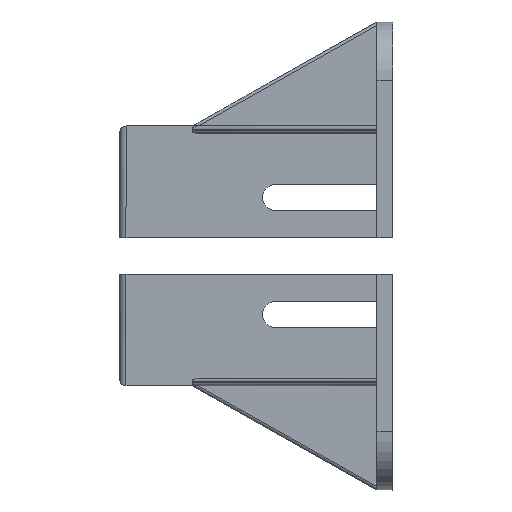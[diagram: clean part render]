
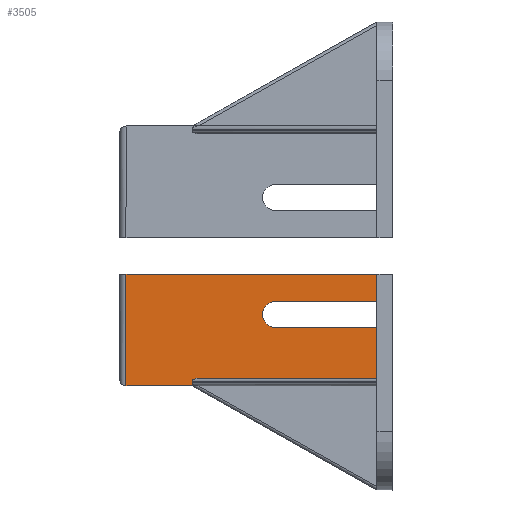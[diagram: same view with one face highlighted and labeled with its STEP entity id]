
A CAD part, left-side view. The second image highlights one B-rep face of the part: STEP entity #3505.
In plain terms, the highlighted planar face has unit normal (-1, 0, 0).
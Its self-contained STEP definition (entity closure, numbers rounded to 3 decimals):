
#13 = VECTOR ( 'NONE', #1370, 1000. ) ;
#27 = EDGE_CURVE ( 'NONE', #87, #3980, #1831, .T. ) ;
#37 = VERTEX_POINT ( 'NONE', #417 ) ;
#40 = VERTEX_POINT ( 'NONE', #3601 ) ;
#53 = ORIENTED_EDGE ( 'NONE', *, *, #4354, .T. ) ;
#65 = CARTESIAN_POINT ( 'NONE',  ( -46.655, 38.782, -8.627 ) ) ;
#87 = VERTEX_POINT ( 'NONE', #1120 ) ;
#109 = CARTESIAN_POINT ( 'NONE',  ( -46.655, 108.769, -38.127 ) ) ;
#114 = CARTESIAN_POINT ( 'NONE',  ( -46.655, 135.282, -41.127 ) ) ;
#135 = VERTEX_POINT ( 'NONE', #3006 ) ;
#148 = CARTESIAN_POINT ( 'NONE',  ( -46.655, 38.782, -21.127 ) ) ;
#170 = EDGE_CURVE ( 'NONE', #3901, #37, #3255, .T. ) ;
#190 = DIRECTION ( 'NONE',  ( -1., 0., 0. ) ) ;
#240 = VERTEX_POINT ( 'NONE', #1644 ) ;
#334 = CARTESIAN_POINT ( 'NONE',  ( -46.655, 38.782, -21.127 ) ) ;
#417 = CARTESIAN_POINT ( 'NONE',  ( -46.655, 109.782, -39.327 ) ) ;
#436 = ORIENTED_EDGE ( 'NONE', *, *, #170, .F. ) ;
#498 = DIRECTION ( 'NONE',  ( 0., -1., 0. ) ) ;
#539 = EDGE_CURVE ( 'NONE', #3980, #2746, #4537, .T. ) ;
#546 = LINE ( 'NONE', #3825, #4233 ) ;
#556 = DIRECTION ( 'NONE',  ( 0., 0., -1. ) ) ;
#606 = LINE ( 'NONE', #2049, #2005 ) ;
#639 = VERTEX_POINT ( 'NONE', #114 ) ;
#642 = LINE ( 'NONE', #1750, #13 ) ;
#766 = EDGE_CURVE ( 'NONE', #1736, #1883, #3357, .T. ) ;
#791 = DIRECTION ( 'NONE',  ( 0., -1., 0. ) ) ;
#798 = EDGE_CURVE ( 'NONE', #2746, #3805, #546, .T. ) ;
#808 = ORIENTED_EDGE ( 'NONE', *, *, #766, .F. ) ;
#846 = LINE ( 'NONE', #4109, #3290 ) ;
#918 = EDGE_CURVE ( 'NONE', #37, #40, #642, .T. ) ;
#941 = VERTEX_POINT ( 'NONE', #2085 ) ;
#951 = DIRECTION ( 'NONE',  ( 0., 0., -1. ) ) ;
#987 = VECTOR ( 'NONE', #951, 1000. ) ;
#996 = CARTESIAN_POINT ( 'NONE',  ( -46.655, 109.782, -39.927 ) ) ;
#1113 = ORIENTED_EDGE ( 'NONE', *, *, #3933, .F. ) ;
#1120 = CARTESIAN_POINT ( 'NONE',  ( -46.655, 38.782, -8.627 ) ) ;
#1208 = ORIENTED_EDGE ( 'NONE', *, *, #4555, .F. ) ;
#1230 = VERTEX_POINT ( 'NONE', #4105 ) ;
#1246 = CARTESIAN_POINT ( 'NONE',  ( -46.655, 77.782, -13.627 ) ) ;
#1268 = DIRECTION ( 'NONE',  ( 0., 0., -1. ) ) ;
#1370 = DIRECTION ( 'NONE',  ( 0., 0., -1. ) ) ;
#1484 = CARTESIAN_POINT ( 'NONE',  ( -46.655, 38.782, -18.627 ) ) ;
#1491 = ORIENTED_EDGE ( 'NONE', *, *, #918, .F. ) ;
#1565 = ORIENTED_EDGE ( 'NONE', *, *, #798, .F. ) ;
#1604 = ORIENTED_EDGE ( 'NONE', *, *, #2012, .F. ) ;
#1644 = CARTESIAN_POINT ( 'NONE',  ( -46.655, 38.782, -6.127 ) ) ;
#1736 = VERTEX_POINT ( 'NONE', #334 ) ;
#1750 = CARTESIAN_POINT ( 'NONE',  ( -46.655, 109.782, -39.327 ) ) ;
#1790 = ORIENTED_EDGE ( 'NONE', *, *, #27, .F. ) ;
#1804 = VECTOR ( 'NONE', #791, 1000. ) ;
#1831 = LINE ( 'NONE', #65, #3027 ) ;
#1879 = ORIENTED_EDGE ( 'NONE', *, *, #2415, .F. ) ;
#1883 = VERTEX_POINT ( 'NONE', #3344 ) ;
#1891 = EDGE_CURVE ( 'NONE', #87, #240, #3035, .T. ) ;
#1899 = CARTESIAN_POINT ( 'NONE',  ( -46.655, 107.337, -38.127 ) ) ;
#1918 = DIRECTION ( 'NONE',  ( 0., -1., 0. ) ) ;
#1989 = VECTOR ( 'NONE', #3640, 1000. ) ;
#2005 = VECTOR ( 'NONE', #3836, 1000. ) ;
#2012 = EDGE_CURVE ( 'NONE', #135, #240, #2729, .T. ) ;
#2049 = CARTESIAN_POINT ( 'NONE',  ( -46.655, 135.282, -41.127 ) ) ;
#2085 = CARTESIAN_POINT ( 'NONE',  ( -46.655, 135.282, 1.873 ) ) ;
#2132 = CARTESIAN_POINT ( 'NONE',  ( -46.655, 77.782, -18.627 ) ) ;
#2207 = CARTESIAN_POINT ( 'NONE',  ( -46.655, 38.782, -18.627 ) ) ;
#2297 = ORIENTED_EDGE ( 'NONE', *, *, #2598, .F. ) ;
#2415 = EDGE_CURVE ( 'NONE', #40, #1230, #3400, .T. ) ;
#2423 = AXIS2_PLACEMENT_3D ( 'NONE', #1246, #3747, #4106 ) ;
#2598 = EDGE_CURVE ( 'NONE', #3805, #1736, #3595, .T. ) ;
#2612 = DIRECTION ( 'NONE',  ( 0., 0., 1. ) ) ;
#2729 = LINE ( 'NONE', #3882, #4477 ) ;
#2746 = VERTEX_POINT ( 'NONE', #2132 ) ;
#2774 = CARTESIAN_POINT ( 'NONE',  ( -46.655, 108.769, -41.127 ) ) ;
#2812 = CARTESIAN_POINT ( 'NONE',  ( -46.655, 107.337, -38.127 ) ) ;
#2966 = CARTESIAN_POINT ( 'NONE',  ( -46.655, 38.782, -8.627 ) ) ;
#2992 = CARTESIAN_POINT ( 'NONE',  ( -46.655, 137.782, 13.873 ) ) ;
#3006 = CARTESIAN_POINT ( 'NONE',  ( -46.655, 38.782, 1.873 ) ) ;
#3014 = PLANE ( 'NONE',  #3288 ) ;
#3027 = VECTOR ( 'NONE', #3578, 1000. ) ;
#3035 = LINE ( 'NONE', #2966, #3572 ) ;
#3060 = CARTESIAN_POINT ( 'NONE',  ( -46.655, 107.337, -38.127 ) ) ;
#3131 = CARTESIAN_POINT ( 'NONE',  ( -46.655, 109.782, -40.63 ) ) ;
#3197 = ORIENTED_EDGE ( 'NONE', *, *, #1891, .T. ) ;
#3198 = DIRECTION ( 'NONE',  ( 0., -1., 0. ) ) ;
#3255 =( BOUNDED_CURVE ( )  B_SPLINE_CURVE ( 3, ( #1899, #109, #3340, #4093 ),
 .UNSPECIFIED., .F., .F. ) 
 B_SPLINE_CURVE_WITH_KNOTS ( ( 4, 4 ),
 ( 1.571, 3.142 ),
 .UNSPECIFIED. ) 
 CURVE ( )  GEOMETRIC_REPRESENTATION_ITEM ( )  RATIONAL_B_SPLINE_CURVE ( ( 1., 0.805, 0.805, 1. ) ) 
 REPRESENTATION_ITEM ( '' )  );
#3288 = AXIS2_PLACEMENT_3D ( 'NONE', #2992, #190, #1268 ) ;
#3290 = VECTOR ( 'NONE', #498, 1000. ) ;
#3340 = CARTESIAN_POINT ( 'NONE',  ( -46.655, 109.782, -38.624 ) ) ;
#3344 = CARTESIAN_POINT ( 'NONE',  ( -46.655, 38.782, -38.127 ) ) ;
#3357 = LINE ( 'NONE', #148, #987 ) ;
#3400 =( BOUNDED_CURVE ( )  B_SPLINE_CURVE ( 3, ( #996, #3131, #2774, #3756 ),
 .UNSPECIFIED., .F., .T. ) 
 B_SPLINE_CURVE_WITH_KNOTS ( ( 4, 4 ),
 ( 3.142, 4.712 ),
 .UNSPECIFIED. ) 
 CURVE ( )  GEOMETRIC_REPRESENTATION_ITEM ( )  RATIONAL_B_SPLINE_CURVE ( ( 1., 0.805, 0.805, 1. ) ) 
 REPRESENTATION_ITEM ( '' )  );
#3415 = FACE_OUTER_BOUND ( 'NONE', #3489, .T. ) ;
#3489 = EDGE_LOOP ( 'NONE', ( #1208, #53, #1879, #1491, #436, #4456, #808, #2297, #1565, #4398, #1790, #3197, #1604, #1113 ) ) ;
#3505 = ADVANCED_FACE ( 'NONE', ( #3415 ), #3014, .T. ) ;
#3572 = VECTOR ( 'NONE', #2612, 1000. ) ;
#3578 = DIRECTION ( 'NONE',  ( 0., 1., 0. ) ) ;
#3595 = LINE ( 'NONE', #2207, #1989 ) ;
#3601 = CARTESIAN_POINT ( 'NONE',  ( -46.655, 109.782, -39.927 ) ) ;
#3640 = DIRECTION ( 'NONE',  ( 0., 0., -1. ) ) ;
#3738 = LINE ( 'NONE', #3760, #1804 ) ;
#3747 = DIRECTION ( 'NONE',  ( -1., 0., 0. ) ) ;
#3751 = VECTOR ( 'NONE', #3198, 1000. ) ;
#3756 = CARTESIAN_POINT ( 'NONE',  ( -46.655, 107.337, -41.127 ) ) ;
#3760 = CARTESIAN_POINT ( 'NONE',  ( -46.655, 135.282, 1.873 ) ) ;
#3805 = VERTEX_POINT ( 'NONE', #1484 ) ;
#3825 = CARTESIAN_POINT ( 'NONE',  ( -46.655, 77.782, -18.627 ) ) ;
#3836 = DIRECTION ( 'NONE',  ( 0., 0., 1. ) ) ;
#3882 = CARTESIAN_POINT ( 'NONE',  ( -46.655, 38.782, 1.873 ) ) ;
#3901 = VERTEX_POINT ( 'NONE', #3060 ) ;
#3933 = EDGE_CURVE ( 'NONE', #941, #135, #3738, .T. ) ;
#3945 = LINE ( 'NONE', #2812, #3751 ) ;
#3980 = VERTEX_POINT ( 'NONE', #4659 ) ;
#4025 = EDGE_CURVE ( 'NONE', #3901, #1883, #3945, .T. ) ;
#4093 = CARTESIAN_POINT ( 'NONE',  ( -46.655, 109.782, -39.327 ) ) ;
#4105 = CARTESIAN_POINT ( 'NONE',  ( -46.655, 107.337, -41.127 ) ) ;
#4106 = DIRECTION ( 'NONE',  ( 0., 0., -1. ) ) ;
#4109 = CARTESIAN_POINT ( 'NONE',  ( -46.655, 135.282, -41.127 ) ) ;
#4233 = VECTOR ( 'NONE', #1918, 1000. ) ;
#4354 = EDGE_CURVE ( 'NONE', #639, #1230, #846, .T. ) ;
#4398 = ORIENTED_EDGE ( 'NONE', *, *, #539, .F. ) ;
#4456 = ORIENTED_EDGE ( 'NONE', *, *, #4025, .T. ) ;
#4477 = VECTOR ( 'NONE', #556, 1000. ) ;
#4537 = CIRCLE ( 'NONE', #2423, 5. ) ;
#4555 = EDGE_CURVE ( 'NONE', #639, #941, #606, .T. ) ;
#4659 = CARTESIAN_POINT ( 'NONE',  ( -46.655, 77.782, -8.627 ) ) ;
